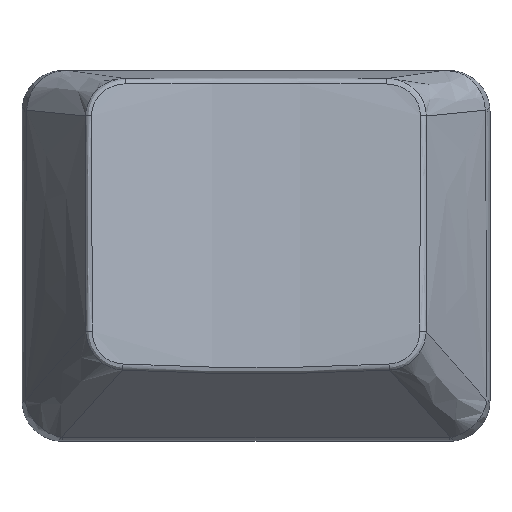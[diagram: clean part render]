
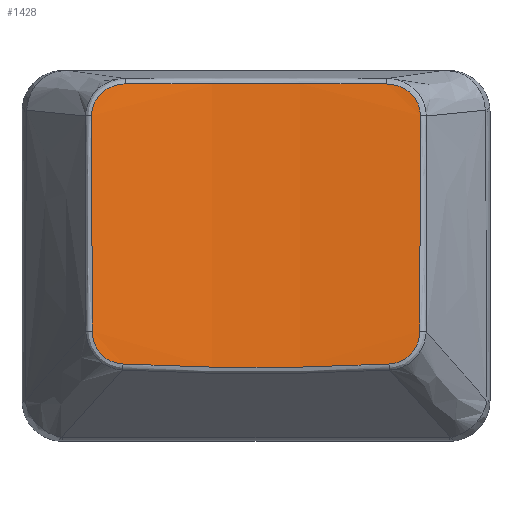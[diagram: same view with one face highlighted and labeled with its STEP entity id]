
A CAD part, top view. The second image highlights one B-rep face of the part: STEP entity #1428.
In plain terms, the highlighted free-form (B-spline) face has degree [1, 2] with [2, 3] control points.
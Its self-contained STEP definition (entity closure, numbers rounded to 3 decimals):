
#14=(
BOUNDED_SURFACE()
B_SPLINE_SURFACE(1,2,((#3654,#3655,#3656),(#3657,#3658,#3659)),
 .UNSPECIFIED.,.F.,.F.,.F.)
B_SPLINE_SURFACE_WITH_KNOTS((2,2),(3,3),(-0.019,0.204),
(-1.699,-1.442),.UNSPECIFIED.)
GEOMETRIC_REPRESENTATION_ITEM()
RATIONAL_B_SPLINE_SURFACE(((1.,0.992,1.),(1.,0.992,
1.)))
REPRESENTATION_ITEM('')
SURFACE()
);
#189=B_SPLINE_CURVE_WITH_KNOTS('',3,(#3374,#3375,#3376,#3377),
 .UNSPECIFIED.,.F.,.F.,(4,4),(0.,1.286),.UNSPECIFIED.);
#190=B_SPLINE_CURVE_WITH_KNOTS('',3,(#3405,#3406,#3407,#3408,#3409),
 .UNSPECIFIED.,.F.,.F.,(4,1,4),(0.,0.147,0.257),
 .UNSPECIFIED.);
#191=B_SPLINE_CURVE_WITH_KNOTS('',3,(#3432,#3433,#3434,#3435),
 .UNSPECIFIED.,.F.,.F.,(4,4),(0.,1.063),
 .UNSPECIFIED.);
#193=B_SPLINE_CURVE_WITH_KNOTS('',3,(#3475,#3476,#3477,#3478,#3479,#3480),
 .UNSPECIFIED.,.F.,.F.,(4,1,1,4),(0.,0.105,
0.175,0.245),.UNSPECIFIED.);
#195=B_SPLINE_CURVE_WITH_KNOTS('',3,(#3508,#3509,#3510,#3511),
 .UNSPECIFIED.,.F.,.F.,(4,4),(0.,1.314),
 .UNSPECIFIED.);
#197=B_SPLINE_CURVE_WITH_KNOTS('',3,(#3545,#3546,#3547,#3548,#3549),
 .UNSPECIFIED.,.F.,.F.,(4,1,4),(0.,0.105,
0.245),.UNSPECIFIED.);
#199=B_SPLINE_CURVE_WITH_KNOTS('',3,(#3576,#3577,#3578,#3579),
 .UNSPECIFIED.,.F.,.F.,(4,4),(0.,1.063),.UNSPECIFIED.);
#200=B_SPLINE_CURVE_WITH_KNOTS('',3,(#3605,#3606,#3607,#3608,#3609),
 .UNSPECIFIED.,.F.,.F.,(4,1,4),(0.,0.11,0.257),
 .UNSPECIFIED.);
#403=FACE_OUTER_BOUND('',#495,.T.);
#495=EDGE_LOOP('',(#1265,#1266,#1267,#1268,#1269,#1270,#1271,#1272));
#658=VERTEX_POINT('',#3370);
#659=VERTEX_POINT('',#3372);
#660=VERTEX_POINT('',#3403);
#661=VERTEX_POINT('',#3430);
#662=VERTEX_POINT('',#3466);
#664=VERTEX_POINT('',#3501);
#666=VERTEX_POINT('',#3537);
#668=VERTEX_POINT('',#3570);
#860=EDGE_CURVE('',#659,#658,#189,.T.);
#862=EDGE_CURVE('',#658,#660,#190,.T.);
#864=EDGE_CURVE('',#660,#661,#191,.T.);
#867=EDGE_CURVE('',#661,#662,#193,.T.);
#870=EDGE_CURVE('',#662,#664,#195,.T.);
#873=EDGE_CURVE('',#664,#666,#197,.T.);
#876=EDGE_CURVE('',#666,#668,#199,.T.);
#877=EDGE_CURVE('',#668,#659,#200,.T.);
#1265=ORIENTED_EDGE('',*,*,#860,.F.);
#1266=ORIENTED_EDGE('',*,*,#877,.F.);
#1267=ORIENTED_EDGE('',*,*,#876,.F.);
#1268=ORIENTED_EDGE('',*,*,#873,.F.);
#1269=ORIENTED_EDGE('',*,*,#870,.F.);
#1270=ORIENTED_EDGE('',*,*,#867,.F.);
#1271=ORIENTED_EDGE('',*,*,#864,.F.);
#1272=ORIENTED_EDGE('',*,*,#862,.F.);
#1428=ADVANCED_FACE('',(#403),#14,.T.);
#3370=CARTESIAN_POINT('',(6.392,8.42,4.817));
#3372=CARTESIAN_POINT('',(-6.392,8.42,4.817));
#3374=CARTESIAN_POINT('Ctrl Pts',(-6.392,8.42,4.817));
#3375=CARTESIAN_POINT('Ctrl Pts',(-2.145,8.458,4.385));
#3376=CARTESIAN_POINT('Ctrl Pts',(2.145,8.458,4.385));
#3377=CARTESIAN_POINT('Ctrl Pts',(6.392,8.42,4.817));
#3403=CARTESIAN_POINT('',(8.048,6.863,5.197));
#3405=CARTESIAN_POINT('Ctrl Pts',(6.392,8.42,4.817));
#3406=CARTESIAN_POINT('Ctrl Pts',(6.876,8.416,4.866));
#3407=CARTESIAN_POINT('Ctrl Pts',(7.732,8.076,5.006));
#3408=CARTESIAN_POINT('Ctrl Pts',(8.049,7.227,5.152));
#3409=CARTESIAN_POINT('Ctrl Pts',(8.048,6.863,5.197));
#3430=CARTESIAN_POINT('',(8.023,-3.686,6.489));
#3432=CARTESIAN_POINT('Ctrl Pts',(8.048,6.863,5.197));
#3433=CARTESIAN_POINT('Ctrl Pts',(8.038,3.346,5.627));
#3434=CARTESIAN_POINT('Ctrl Pts',(8.03,-0.17,6.058));
#3435=CARTESIAN_POINT('Ctrl Pts',(8.023,-3.686,6.489));
#3466=CARTESIAN_POINT('',(6.527,-5.301,6.516));
#3475=CARTESIAN_POINT('Ctrl Pts',(8.023,-3.686,6.489));
#3476=CARTESIAN_POINT('Ctrl Pts',(8.023,-4.033,6.532));
#3477=CARTESIAN_POINT('Ctrl Pts',(7.848,-4.619,6.581));
#3478=CARTESIAN_POINT('Ctrl Pts',(7.216,-5.169,6.573));
#3479=CARTESIAN_POINT('Ctrl Pts',(6.758,-5.289,6.538));
#3480=CARTESIAN_POINT('Ctrl Pts',(6.527,-5.301,6.516));
#3501=CARTESIAN_POINT('',(-6.527,-5.301,6.516));
#3508=CARTESIAN_POINT('Ctrl Pts',(6.527,-5.301,6.516));
#3509=CARTESIAN_POINT('Ctrl Pts',(2.193,-5.53,6.098));
#3510=CARTESIAN_POINT('Ctrl Pts',(-2.193,-5.53,6.098));
#3511=CARTESIAN_POINT('Ctrl Pts',(-6.527,-5.301,6.516));
#3537=CARTESIAN_POINT('',(-8.023,-3.686,6.489));
#3545=CARTESIAN_POINT('Ctrl Pts',(-6.527,-5.301,6.516));
#3546=CARTESIAN_POINT('Ctrl Pts',(-6.873,-5.283,6.549));
#3547=CARTESIAN_POINT('Ctrl Pts',(-7.68,-4.972,6.602));
#3548=CARTESIAN_POINT('Ctrl Pts',(-8.022,-4.149,6.546));
#3549=CARTESIAN_POINT('Ctrl Pts',(-8.023,-3.686,6.489));
#3570=CARTESIAN_POINT('',(-8.048,6.863,5.197));
#3576=CARTESIAN_POINT('Ctrl Pts',(-8.023,-3.686,6.489));
#3577=CARTESIAN_POINT('Ctrl Pts',(-8.03,-0.17,
6.058));
#3578=CARTESIAN_POINT('Ctrl Pts',(-8.038,3.346,5.627));
#3579=CARTESIAN_POINT('Ctrl Pts',(-8.048,6.863,5.197));
#3605=CARTESIAN_POINT('Ctrl Pts',(-8.048,6.863,5.197));
#3606=CARTESIAN_POINT('Ctrl Pts',(-8.049,7.227,5.152));
#3607=CARTESIAN_POINT('Ctrl Pts',(-7.732,8.076,5.006));
#3608=CARTESIAN_POINT('Ctrl Pts',(-6.876,8.416,4.866));
#3609=CARTESIAN_POINT('Ctrl Pts',(-6.392,8.42,4.817));
#3654=CARTESIAN_POINT('Ctrl Pts',(8.049,-5.418,6.705));
#3655=CARTESIAN_POINT('Ctrl Pts',(0.,-5.542,
5.697));
#3656=CARTESIAN_POINT('Ctrl Pts',(-8.049,-5.418,6.705));
#3657=CARTESIAN_POINT('Ctrl Pts',(8.049,8.533,4.992));
#3658=CARTESIAN_POINT('Ctrl Pts',(0.,8.409,
3.984));
#3659=CARTESIAN_POINT('Ctrl Pts',(-8.049,8.533,4.992));
